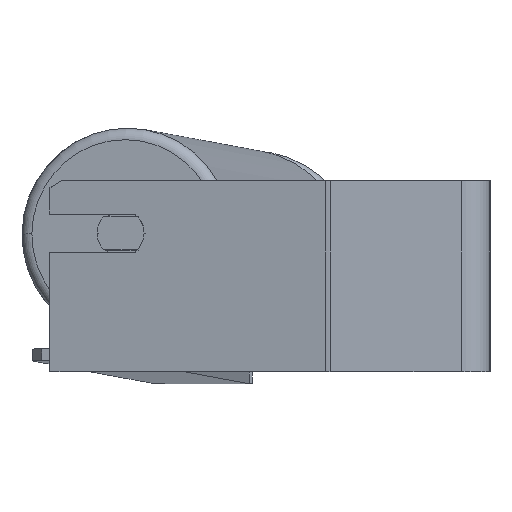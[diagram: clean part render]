
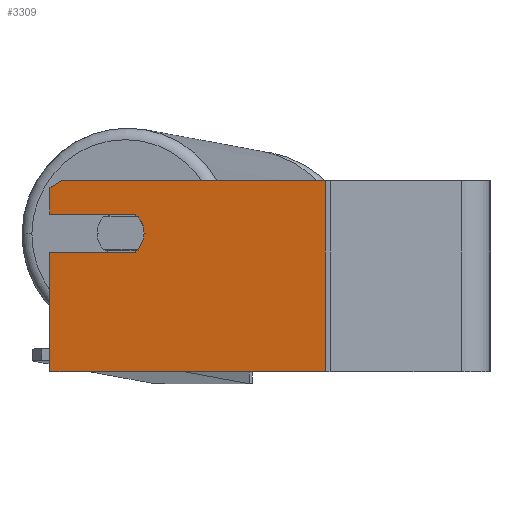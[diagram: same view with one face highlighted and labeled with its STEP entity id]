
A CAD part, left-side view. The second image highlights one B-rep face of the part: STEP entity #3309.
In plain terms, the highlighted planar face has unit normal (-0.985, 0.174, 0).
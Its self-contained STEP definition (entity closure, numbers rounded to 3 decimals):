
#131 = ORIENTED_EDGE ( 'NONE', *, *, #2507, .F. ) ;
#192 = VECTOR ( 'NONE', #243, 1000. ) ;
#229 = VECTOR ( 'NONE', #6723, 1000. ) ;
#243 = DIRECTION ( 'NONE',  ( 0., 0., -1. ) ) ;
#319 = LINE ( 'NONE', #3110, #2958 ) ;
#422 = DIRECTION ( 'NONE',  ( 0.174, 0.985, 0. ) ) ;
#433 = CARTESIAN_POINT ( 'NONE',  ( -474.682, 154.794, 18. ) ) ;
#456 = VECTOR ( 'NONE', #422, 1000. ) ;
#643 = VERTEX_POINT ( 'NONE', #8112 ) ;
#754 = CARTESIAN_POINT ( 'NONE',  ( -469.472, 184.338, 26. ) ) ;
#760 = CARTESIAN_POINT ( 'NONE',  ( -475.724, 148.885, 26. ) ) ;
#966 = LINE ( 'NONE', #4524, #192 ) ;
#1074 = CARTESIAN_POINT ( 'NONE',  ( -469.472, 184.338, -40. ) ) ;
#1142 = VERTEX_POINT ( 'NONE', #754 ) ;
#1158 = DIRECTION ( 'NONE',  ( -0.174, -0.985, 0. ) ) ;
#1193 = CIRCLE ( 'NONE', #5892, 10. ) ;
#1200 = LINE ( 'NONE', #1755, #8686 ) ;
#1275 = CARTESIAN_POINT ( 'NONE',  ( -474.682, 154.794, 18. ) ) ;
#1410 = EDGE_CURVE ( 'NONE', #7078, #1142, #8850, .T. ) ;
#1631 = ORIENTED_EDGE ( 'NONE', *, *, #6044, .T. ) ;
#1667 = EDGE_CURVE ( 'NONE', #3650, #2751, #5139, .T. ) ;
#1693 = DIRECTION ( 'NONE',  ( 0., 0., -1. ) ) ;
#1755 = CARTESIAN_POINT ( 'NONE',  ( -469.472, 184.338, 37.113 ) ) ;
#1818 = DIRECTION ( 'NONE',  ( -0.985, 0.174, 0. ) ) ;
#1825 = LINE ( 'NONE', #7399, #229 ) ;
#1936 = CARTESIAN_POINT ( 'NONE',  ( -475.724, 148.885, 26. ) ) ;
#2334 = CARTESIAN_POINT ( 'NONE',  ( -469.472, 184.338, 40. ) ) ;
#2507 = EDGE_CURVE ( 'NONE', #2827, #4132, #8557, .T. ) ;
#2684 = CARTESIAN_POINT ( 'NONE',  ( -489.818, 68.954, 40. ) ) ;
#2751 = VERTEX_POINT ( 'NONE', #4640 ) ;
#2827 = VERTEX_POINT ( 'NONE', #2684 ) ;
#2919 = ORIENTED_EDGE ( 'NONE', *, *, #1410, .F. ) ;
#2958 = VECTOR ( 'NONE', #1693, 1000. ) ;
#2974 = VECTOR ( 'NONE', #4158, 1000. ) ;
#2975 = CARTESIAN_POINT ( 'NONE',  ( -475.724, 148.885, 10. ) ) ;
#3110 = CARTESIAN_POINT ( 'NONE',  ( -469.472, 184.338, 40. ) ) ;
#3297 = ORIENTED_EDGE ( 'NONE', *, *, #6364, .T. ) ;
#3309 = ADVANCED_FACE ( 'NONE', ( #3759 ), #5084, .F. ) ;
#3319 = DIRECTION ( 'NONE',  ( 0.15, 0.853, -0.5 ) ) ;
#3365 = ORIENTED_EDGE ( 'NONE', *, *, #6886, .F. ) ;
#3397 = VECTOR ( 'NONE', #8096, 1000. ) ;
#3476 = ORIENTED_EDGE ( 'NONE', *, *, #1667, .F. ) ;
#3650 = VERTEX_POINT ( 'NONE', #7655 ) ;
#3759 = FACE_OUTER_BOUND ( 'NONE', #3994, .T. ) ;
#3848 = AXIS2_PLACEMENT_3D ( 'NONE', #2334, #7152, #4392 ) ;
#3994 = EDGE_LOOP ( 'NONE', ( #6405, #6400, #3297, #2919, #3365, #3476, #4471, #1631, #9001, #131 ) ) ;
#4067 = VERTEX_POINT ( 'NONE', #4202 ) ;
#4132 = VERTEX_POINT ( 'NONE', #6373 ) ;
#4158 = DIRECTION ( 'NONE',  ( 0., 0., -1. ) ) ;
#4202 = CARTESIAN_POINT ( 'NONE',  ( -469.472, 184.338, 37.113 ) ) ;
#4392 = DIRECTION ( 'NONE',  ( 0.174, 0.985, 0. ) ) ;
#4471 = ORIENTED_EDGE ( 'NONE', *, *, #6725, .F. ) ;
#4524 = CARTESIAN_POINT ( 'NONE',  ( -469.472, 184.338, 40. ) ) ;
#4551 = LINE ( 'NONE', #1074, #3397 ) ;
#4640 = CARTESIAN_POINT ( 'NONE',  ( -476.418, 144.945, 18. ) ) ;
#4698 = VECTOR ( 'NONE', #6422, 1000. ) ;
#4999 = AXIS2_PLACEMENT_3D ( 'NONE', #1275, #6915, #7447 ) ;
#5032 = LINE ( 'NONE', #2975, #4698 ) ;
#5084 = PLANE ( 'NONE',  #3848 ) ;
#5104 = EDGE_CURVE ( 'NONE', #8942, #2827, #1825, .T. ) ;
#5139 = CIRCLE ( 'NONE', #4999, 10. ) ;
#5369 = VERTEX_POINT ( 'NONE', #8511 ) ;
#5892 = AXIS2_PLACEMENT_3D ( 'NONE', #433, #1818, #1158 ) ;
#6044 = EDGE_CURVE ( 'NONE', #643, #5369, #966, .T. ) ;
#6364 = EDGE_CURVE ( 'NONE', #4067, #1142, #319, .T. ) ;
#6373 = CARTESIAN_POINT ( 'NONE',  ( -489.818, 68.954, -40. ) ) ;
#6400 = ORIENTED_EDGE ( 'NONE', *, *, #8430, .T. ) ;
#6405 = ORIENTED_EDGE ( 'NONE', *, *, #5104, .F. ) ;
#6422 = DIRECTION ( 'NONE',  ( -0.174, -0.985, 0. ) ) ;
#6658 = CARTESIAN_POINT ( 'NONE',  ( -470.341, 179.414, 40. ) ) ;
#6723 = DIRECTION ( 'NONE',  ( -0.174, -0.985, 0. ) ) ;
#6725 = EDGE_CURVE ( 'NONE', #643, #3650, #5032, .T. ) ;
#6886 = EDGE_CURVE ( 'NONE', #2751, #7078, #1193, .T. ) ;
#6915 = DIRECTION ( 'NONE',  ( -0.985, 0.174, 0. ) ) ;
#6966 = EDGE_CURVE ( 'NONE', #5369, #4132, #4551, .T. ) ;
#7078 = VERTEX_POINT ( 'NONE', #760 ) ;
#7152 = DIRECTION ( 'NONE',  ( 0.985, -0.174, 0. ) ) ;
#7399 = CARTESIAN_POINT ( 'NONE',  ( -469.472, 184.338, 40. ) ) ;
#7447 = DIRECTION ( 'NONE',  ( -0.174, -0.985, 0. ) ) ;
#7655 = CARTESIAN_POINT ( 'NONE',  ( -475.724, 148.885, 10. ) ) ;
#7694 = CARTESIAN_POINT ( 'NONE',  ( -489.818, 68.954, 40. ) ) ;
#8096 = DIRECTION ( 'NONE',  ( -0.174, -0.985, 0. ) ) ;
#8112 = CARTESIAN_POINT ( 'NONE',  ( -469.472, 184.338, 10. ) ) ;
#8430 = EDGE_CURVE ( 'NONE', #8942, #4067, #1200, .T. ) ;
#8511 = CARTESIAN_POINT ( 'NONE',  ( -469.472, 184.338, -40. ) ) ;
#8557 = LINE ( 'NONE', #7694, #2974 ) ;
#8686 = VECTOR ( 'NONE', #3319, 1000. ) ;
#8850 = LINE ( 'NONE', #1936, #456 ) ;
#8942 = VERTEX_POINT ( 'NONE', #6658 ) ;
#9001 = ORIENTED_EDGE ( 'NONE', *, *, #6966, .T. ) ;
